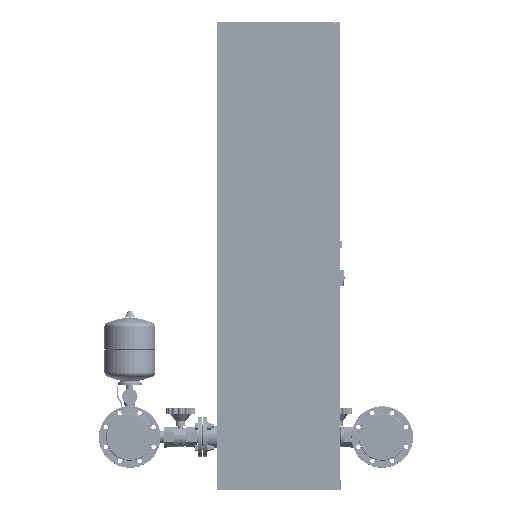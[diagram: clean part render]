
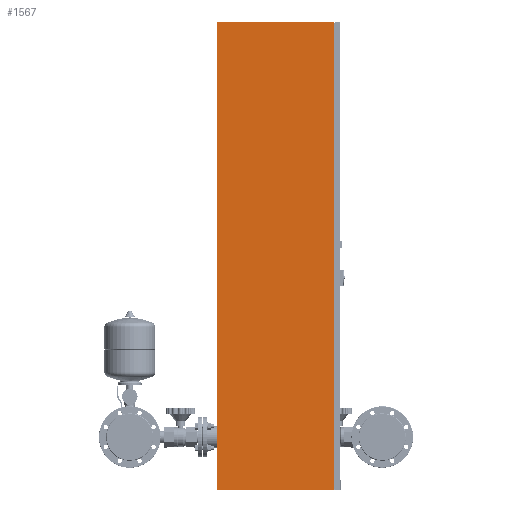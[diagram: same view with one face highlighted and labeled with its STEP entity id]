
A CAD part, left-side view. The second image highlights one B-rep face of the part: STEP entity #1567.
In plain terms, the highlighted planar face has unit normal (-1, 0, 0).
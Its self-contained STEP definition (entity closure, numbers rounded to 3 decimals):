
#1528=CARTESIAN_POINT('',(-930.0,250.0,0.0));
#1529=DIRECTION('',(-1.0,0.0,0.0));
#1530=DIRECTION('',(0.0,-1.0,0.0));
#1531=AXIS2_PLACEMENT_3D('',#1528,#1529,#1530);
#1532=PLANE('',#1531);
#1533=CARTESIAN_POINT('',(-930.0,-225.0,0.));
#1534=VERTEX_POINT('',#1533);
#1535=CARTESIAN_POINT('',(-930.,-225.,1900.0));
#1536=VERTEX_POINT('',#1535);
#1537=CARTESIAN_POINT('',(-930.0,-225.0,0.));
#1538=DIRECTION('',(0.0,0.0,1.0));
#1539=VECTOR('',#1538,1900.0);
#1540=LINE('',#1537,#1539);
#1541=EDGE_CURVE('',#1534,#1536,#1540,.T.);
#1542=ORIENTED_EDGE('',*,*,#1541,.T.);
#1543=CARTESIAN_POINT('',(-930.,250.,1900.0));
#1544=VERTEX_POINT('',#1543);
#1545=CARTESIAN_POINT('',(-930.,250.,1900.0));
#1546=DIRECTION('',(0.0,-1.0,0.0));
#1547=VECTOR('',#1546,475.0);
#1548=LINE('',#1545,#1547);
#1549=EDGE_CURVE('',#1544,#1536,#1548,.T.);
#1550=ORIENTED_EDGE('',*,*,#1549,.F.);
#1551=CARTESIAN_POINT('',(-930.0,250.0,0.0));
#1552=VERTEX_POINT('',#1551);
#1553=CARTESIAN_POINT('',(-930.,250.,1900.0));
#1554=DIRECTION('',(0.0,0.0,-1.0));
#1555=VECTOR('',#1554,1900.0);
#1556=LINE('',#1553,#1555);
#1557=EDGE_CURVE('',#1544,#1552,#1556,.T.);
#1558=ORIENTED_EDGE('',*,*,#1557,.T.);
#1559=CARTESIAN_POINT('',(-930.0,250.0,0.0));
#1560=DIRECTION('',(0.0,-1.0,0.0));
#1561=VECTOR('',#1560,475.0);
#1562=LINE('',#1559,#1561);
#1563=EDGE_CURVE('',#1552,#1534,#1562,.T.);
#1564=ORIENTED_EDGE('',*,*,#1563,.T.);
#1565=EDGE_LOOP('',(#1542,#1550,#1558,#1564));
#1566=FACE_OUTER_BOUND('',#1565,.T.);
#1567=ADVANCED_FACE('',(#1566),#1532,.T.);
